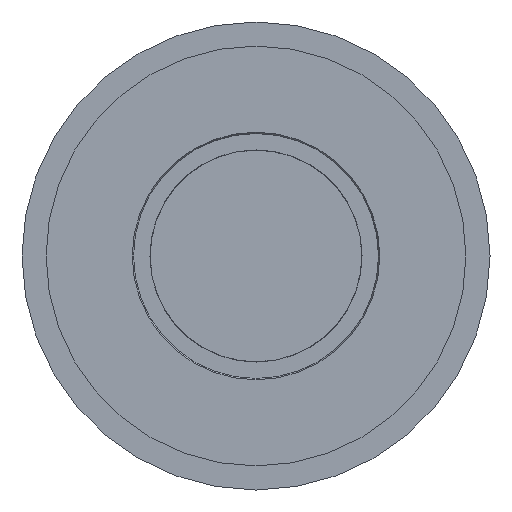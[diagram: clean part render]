
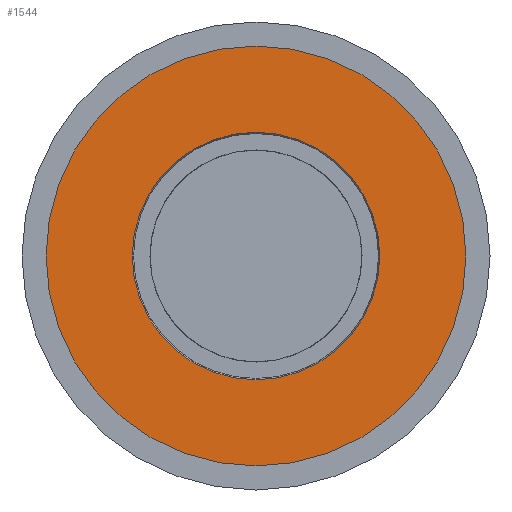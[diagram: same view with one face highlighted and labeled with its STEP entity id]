
A CAD part, left-side view. The second image highlights one B-rep face of the part: STEP entity #1544.
In plain terms, the highlighted planar face has unit normal (-1, 0, 0).
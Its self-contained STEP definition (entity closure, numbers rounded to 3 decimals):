
#1342=CARTESIAN_POINT('',(-20.25,28.289,0.0));
#1343=VERTEX_POINT('',#1342);
#1344=CARTESIAN_POINT('',(-20.25,0.0,0.0));
#1345=DIRECTION('',(1.0,0.0,0.0));
#1346=DIRECTION('',(0.0,1.0,0.0));
#1347=AXIS2_PLACEMENT_3D('',#1344,#1345,#1346);
#1348=CIRCLE('',#1347,28.289);
#1349=EDGE_CURVE('',#1343,#1343,#1348,.T.);
#1521=CARTESIAN_POINT('',(-20.25,48.,0.0));
#1522=VERTEX_POINT('',#1521);
#1523=CARTESIAN_POINT('',(-20.25,0.0,0.0));
#1524=DIRECTION('',(1.0,0.0,0.0));
#1525=DIRECTION('',(0.0,1.0,0.0));
#1526=AXIS2_PLACEMENT_3D('',#1523,#1524,#1525);
#1527=CIRCLE('',#1526,48.);
#1528=EDGE_CURVE('',#1522,#1522,#1527,.T.);
#1533=CARTESIAN_POINT('',(-20.25,38.144,0.0));
#1534=DIRECTION('',(-1.0,0.0,0.0));
#1535=DIRECTION('',(0.0,0.0,1.0));
#1536=AXIS2_PLACEMENT_3D('',#1533,#1534,#1535);
#1537=PLANE('',#1536);
#1538=ORIENTED_EDGE('',*,*,#1528,.F.);
#1539=EDGE_LOOP('',(#1538));
#1540=FACE_OUTER_BOUND('',#1539,.T.);
#1541=ORIENTED_EDGE('',*,*,#1349,.T.);
#1542=EDGE_LOOP('',(#1541));
#1543=FACE_BOUND('',#1542,.T.);
#1544=ADVANCED_FACE('',(#1540,#1543),#1537,.T.);
